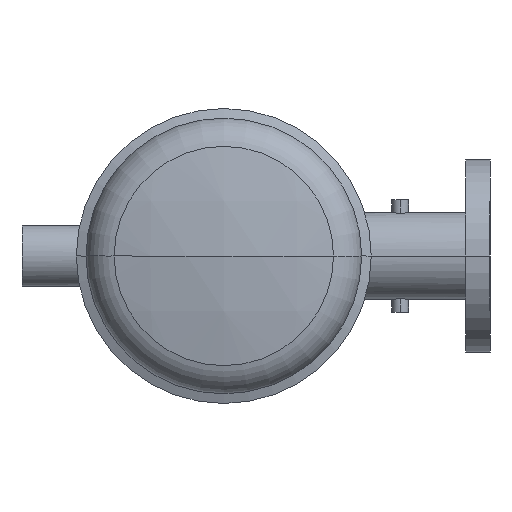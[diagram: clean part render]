
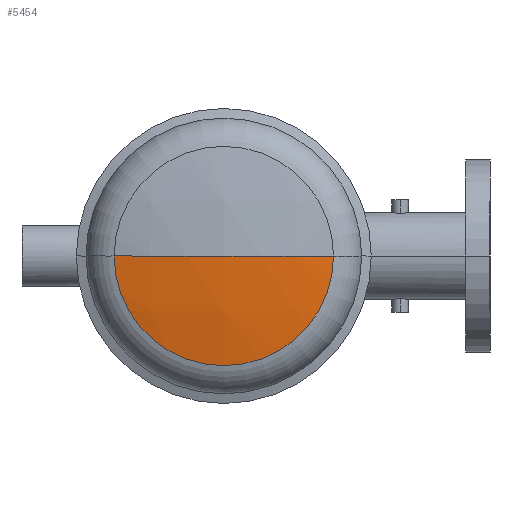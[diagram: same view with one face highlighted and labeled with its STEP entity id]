
A CAD part, left-side view. The second image highlights one B-rep face of the part: STEP entity #5454.
In plain terms, the highlighted spherical face has radius 508 mm.
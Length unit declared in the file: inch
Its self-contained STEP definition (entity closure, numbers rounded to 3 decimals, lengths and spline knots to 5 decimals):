
#349 = CARTESIAN_POINT ( 'NONE',  ( 20.00001, 0., 0. ) ) ;
#413 = DIRECTION ( 'NONE',  ( 0., 0., -1. ) ) ;
#517 = CARTESIAN_POINT ( 'NONE',  ( 0.46231, -4.27532, 0. ) ) ;
#599 = CIRCLE ( 'NONE', #5477, 20. ) ;
#1037 = CARTESIAN_POINT ( 'NONE',  ( 20.00001, 0., 0. ) ) ;
#1055 = DIRECTION ( 'NONE',  ( 1., 0., 0. ) ) ;
#1654 = AXIS2_PLACEMENT_3D ( 'NONE', #1037, #1939, #1055 ) ;
#1881 = CARTESIAN_POINT ( 'NONE',  ( 0.46231, 4.27532, 0. ) ) ;
#1908 = ORIENTED_EDGE ( 'NONE', *, *, #2448, .F. ) ;
#1939 = DIRECTION ( 'NONE',  ( 0., 0., 1. ) ) ;
#2335 = VERTEX_POINT ( 'NONE', #517 ) ;
#2448 = EDGE_CURVE ( 'NONE', #5328, #3476, #3579, .T. ) ;
#2748 = EDGE_LOOP ( 'NONE', ( #4109, #3901, #1908 ) ) ;
#3156 = AXIS2_PLACEMENT_3D ( 'NONE', #3805, #5140, #3745 ) ;
#3174 = DIRECTION ( 'NONE',  ( 0., 0., -1. ) ) ;
#3465 = EDGE_CURVE ( 'NONE', #2335, #3476, #599, .T. ) ;
#3476 = VERTEX_POINT ( 'NONE', #5814 ) ;
#3579 = CIRCLE ( 'NONE', #1654, 20. ) ;
#3745 = DIRECTION ( 'NONE',  ( 0., -1., 0. ) ) ;
#3805 = CARTESIAN_POINT ( 'NONE',  ( 0.46231, 0., 0. ) ) ;
#3901 = ORIENTED_EDGE ( 'NONE', *, *, #3465, .T. ) ;
#3932 = SPHERICAL_SURFACE ( 'NONE', #5595, 20. ) ;
#4109 = ORIENTED_EDGE ( 'NONE', *, *, #5617, .T. ) ;
#4142 = DIRECTION ( 'NONE',  ( 0., 1., 0. ) ) ;
#4472 = DIRECTION ( 'NONE',  ( 0., 1., 0. ) ) ;
#4593 = CIRCLE ( 'NONE', #3156, 4.27532 ) ;
#5140 = DIRECTION ( 'NONE',  ( -1., 0., 0. ) ) ;
#5143 = FACE_OUTER_BOUND ( 'NONE', #2748, .T. ) ;
#5328 = VERTEX_POINT ( 'NONE', #1881 ) ;
#5454 = ADVANCED_FACE ( 'NONE', ( #5143 ), #3932, .T. ) ;
#5477 = AXIS2_PLACEMENT_3D ( 'NONE', #349, #413, #4472 ) ;
#5488 = CARTESIAN_POINT ( 'NONE',  ( 20.00001, 0., 0. ) ) ;
#5595 = AXIS2_PLACEMENT_3D ( 'NONE', #5488, #3174, #4142 ) ;
#5617 = EDGE_CURVE ( 'NONE', #5328, #2335, #4593, .T. ) ;
#5814 = CARTESIAN_POINT ( 'NONE',  ( 0., 0., 0. ) ) ;
